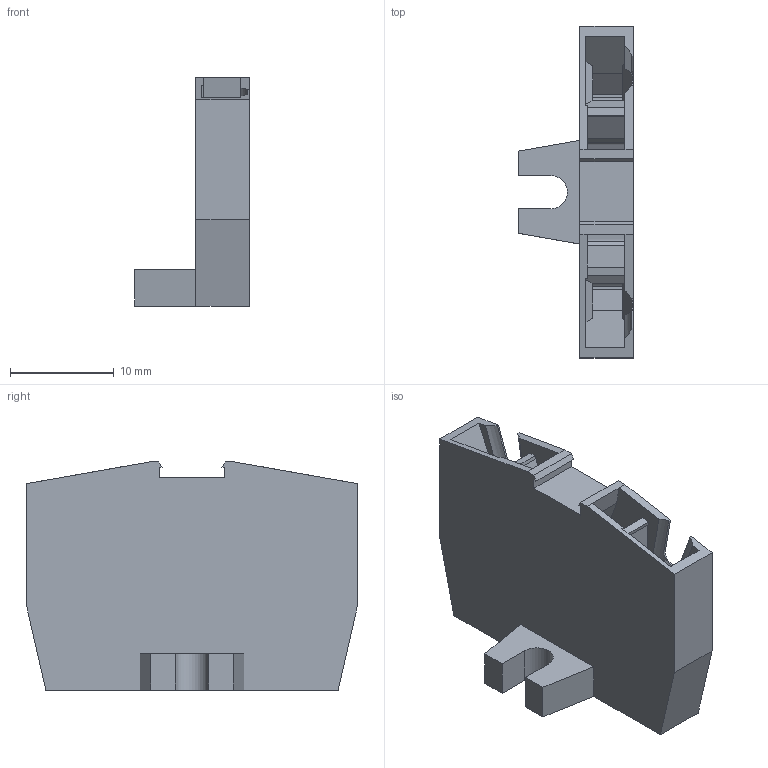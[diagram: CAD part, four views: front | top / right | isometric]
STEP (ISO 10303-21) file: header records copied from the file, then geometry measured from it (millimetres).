
FILE_DESCRIPTION(('Creo Elements/Direct Modeling STEP Export'),'2;1');
FILE_NAME('model.stp','2020-08-12T 4:43:44',(''),(''),'Creo Elements/Direct Modeling STEP processor for AP214 (Solid Model)','Creo Elements/Direct Modeling 20.1A 29-Sep-2018 (C) Parametric Technology GmbH','');
FILE_SCHEMA(('AUTOMOTIVE_DESIGN { 1 0 10303 214 1 1 1 1 }'));
Length unit declared in the file: millimetre
Products named in the file (2): MSB_2.5_F-select
Assembly tree (1 placements, depth 2):
  MSB_2.5_F-select
    MSB_2.5_F-select
Bounding box: 11.05 x 32 x 22 mm (x, y, z)
Volume: 2750 mm3; surface area: 2690 mm2
Topology: 1 solids, 1 shells, 100 faces, 286 edges, 188 vertices
Faces by surface type: plane 87, cylinder 13
Entity records: 4229 total; most frequent: CARTESIAN_POINT 773, ORIENTED_EDGE 572, DIRECTION 505, EDGE_CURVE 286, VECTOR 249, LINE 249, VERTEX_POINT 188, AXIS2_PLACEMENT_3D 128
